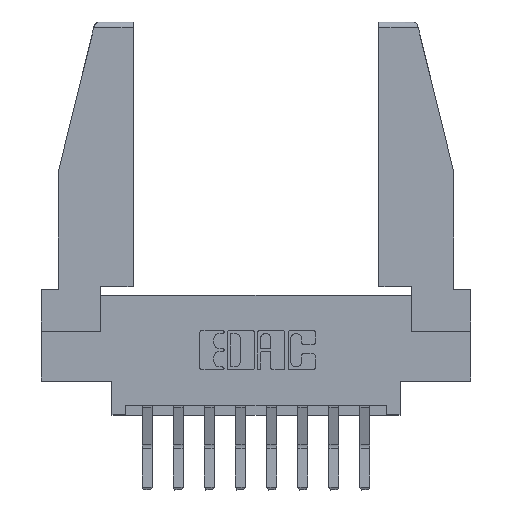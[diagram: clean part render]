
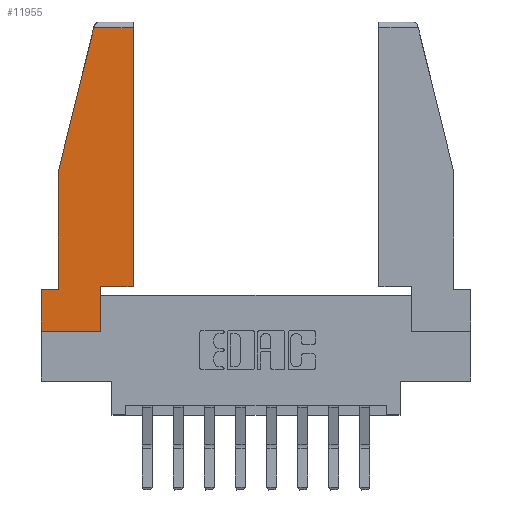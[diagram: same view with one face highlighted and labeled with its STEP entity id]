
A CAD part, top view. The second image highlights one B-rep face of the part: STEP entity #11955.
In plain terms, the highlighted planar face has unit normal (0, 0, 1).
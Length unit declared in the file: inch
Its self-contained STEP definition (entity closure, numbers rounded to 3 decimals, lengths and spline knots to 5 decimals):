
#440 = VERTEX_POINT ( 'NONE', #9390 ) ;
#510 = CARTESIAN_POINT ( 'NONE',  ( 0., 0.21, 0. ) ) ;
#620 = VECTOR ( 'NONE', #9999, 39.37008 ) ;
#673 = CARTESIAN_POINT ( 'NONE',  ( 0., 0.21, 0. ) ) ;
#725 = CARTESIAN_POINT ( 'NONE',  ( 0., 0., 0. ) ) ;
#905 = PLANE ( 'NONE',  #3106 ) ;
#939 = CARTESIAN_POINT ( 'NONE',  ( 0., 0., 0. ) ) ;
#999 = VECTOR ( 'NONE', #4385, 39.37008 ) ;
#1182 = ORIENTED_EDGE ( 'NONE', *, *, #10387, .T. ) ;
#1360 = CARTESIAN_POINT ( 'NONE',  ( 0.297, 0., 0. ) ) ;
#1545 = VECTOR ( 'NONE', #12710, 39.37008 ) ;
#1582 = VERTEX_POINT ( 'NONE', #510 ) ;
#1835 = LINE ( 'NONE', #1360, #999 ) ;
#2230 = CARTESIAN_POINT ( 'NONE',  ( 0., 1.52, 0. ) ) ;
#2272 = VERTEX_POINT ( 'NONE', #8649 ) ;
#2295 = EDGE_LOOP ( 'NONE', ( #12100, #4276, #6589, #11679, #7984, #11024, #1182, #6571, #10040 ) ) ;
#2537 = VERTEX_POINT ( 'NONE', #7083 ) ;
#2583 = LINE ( 'NONE', #2230, #5641 ) ;
#2745 = CARTESIAN_POINT ( 'NONE',  ( 0.461, 0.223, 0. ) ) ;
#2992 = DIRECTION ( 'NONE',  ( 0., 0., 1. ) ) ;
#3105 = CARTESIAN_POINT ( 'NONE',  ( 0.297, 0., 0. ) ) ;
#3106 = AXIS2_PLACEMENT_3D ( 'NONE', #725, #2992, #4847 ) ;
#3166 = EDGE_CURVE ( 'NONE', #12447, #6707, #5737, .T. ) ;
#3287 = EDGE_CURVE ( 'NONE', #3574, #440, #6059, .T. ) ;
#3574 = VERTEX_POINT ( 'NONE', #10420 ) ;
#3753 = CARTESIAN_POINT ( 'NONE',  ( 0.271, 1.55, 0. ) ) ;
#3822 = LINE ( 'NONE', #673, #7667 ) ;
#4276 = ORIENTED_EDGE ( 'NONE', *, *, #10393, .T. ) ;
#4385 = DIRECTION ( 'NONE',  ( 0., 1., 0. ) ) ;
#4666 = LINE ( 'NONE', #3753, #6753 ) ;
#4847 = DIRECTION ( 'NONE',  ( 1., 0., 0. ) ) ;
#5126 = LINE ( 'NONE', #10808, #12970 ) ;
#5299 = CARTESIAN_POINT ( 'NONE',  ( 0.2636, 1.52, 0. ) ) ;
#5316 = VECTOR ( 'NONE', #7030, 39.37008 ) ;
#5542 = EDGE_CURVE ( 'NONE', #12850, #12447, #1835, .T. ) ;
#5557 = CARTESIAN_POINT ( 'NONE',  ( 0.086, 0.8, 0. ) ) ;
#5641 = VECTOR ( 'NONE', #9306, 39.37008 ) ;
#5737 = LINE ( 'NONE', #11440, #12462 ) ;
#5865 = DIRECTION ( 'NONE',  ( 0., -1., 0. ) ) ;
#6059 = LINE ( 'NONE', #5557, #1545 ) ;
#6248 = CARTESIAN_POINT ( 'NONE',  ( 0.461, 0.223, 0. ) ) ;
#6571 = ORIENTED_EDGE ( 'NONE', *, *, #5542, .T. ) ;
#6589 = ORIENTED_EDGE ( 'NONE', *, *, #8279, .T. ) ;
#6707 = VERTEX_POINT ( 'NONE', #6248 ) ;
#6753 = VECTOR ( 'NONE', #7824, 39.37008 ) ;
#7030 = DIRECTION ( 'NONE',  ( 1., 0., 0. ) ) ;
#7083 = CARTESIAN_POINT ( 'NONE',  ( 0., 0., 0. ) ) ;
#7635 = DIRECTION ( 'NONE',  ( -1., 0., 0. ) ) ;
#7667 = VECTOR ( 'NONE', #5865, 39.37008 ) ;
#7824 = DIRECTION ( 'NONE',  ( -0.239, -0.971, 0. ) ) ;
#7984 = ORIENTED_EDGE ( 'NONE', *, *, #12259, .T. ) ;
#8279 = EDGE_CURVE ( 'NONE', #9137, #3574, #4666, .T. ) ;
#8649 = CARTESIAN_POINT ( 'NONE',  ( 0.461, 1.52, 0. ) ) ;
#8868 = EDGE_CURVE ( 'NONE', #6707, #2272, #9929, .T. ) ;
#9137 = VERTEX_POINT ( 'NONE', #5299 ) ;
#9306 = DIRECTION ( 'NONE',  ( -1., 0., 0. ) ) ;
#9390 = CARTESIAN_POINT ( 'NONE',  ( 0.086, 0.21, 0. ) ) ;
#9792 = CARTESIAN_POINT ( 'NONE',  ( 0.297, 0.223, 0. ) ) ;
#9929 = LINE ( 'NONE', #2745, #620 ) ;
#9999 = DIRECTION ( 'NONE',  ( 0., 1., 0. ) ) ;
#10040 = ORIENTED_EDGE ( 'NONE', *, *, #3166, .T. ) ;
#10351 = DIRECTION ( 'NONE',  ( 1., 0., 0. ) ) ;
#10387 = EDGE_CURVE ( 'NONE', #2537, #12850, #12519, .T. ) ;
#10393 = EDGE_CURVE ( 'NONE', #2272, #9137, #2583, .T. ) ;
#10420 = CARTESIAN_POINT ( 'NONE',  ( 0.086, 0.8, 0. ) ) ;
#10808 = CARTESIAN_POINT ( 'NONE',  ( 0., 0.21, 0. ) ) ;
#11024 = ORIENTED_EDGE ( 'NONE', *, *, #12452, .T. ) ;
#11440 = CARTESIAN_POINT ( 'NONE',  ( 0.297, 0.223, 0. ) ) ;
#11679 = ORIENTED_EDGE ( 'NONE', *, *, #3287, .T. ) ;
#11955 = ADVANCED_FACE ( 'NONE', ( #13124 ), #905, .T. ) ;
#12100 = ORIENTED_EDGE ( 'NONE', *, *, #8868, .T. ) ;
#12259 = EDGE_CURVE ( 'NONE', #440, #1582, #5126, .T. ) ;
#12447 = VERTEX_POINT ( 'NONE', #9792 ) ;
#12452 = EDGE_CURVE ( 'NONE', #1582, #2537, #3822, .T. ) ;
#12462 = VECTOR ( 'NONE', #10351, 39.37008 ) ;
#12519 = LINE ( 'NONE', #939, #5316 ) ;
#12710 = DIRECTION ( 'NONE',  ( 0., -1., 0. ) ) ;
#12850 = VERTEX_POINT ( 'NONE', #3105 ) ;
#12970 = VECTOR ( 'NONE', #7635, 39.37008 ) ;
#13124 = FACE_OUTER_BOUND ( 'NONE', #2295, .T. ) ;
